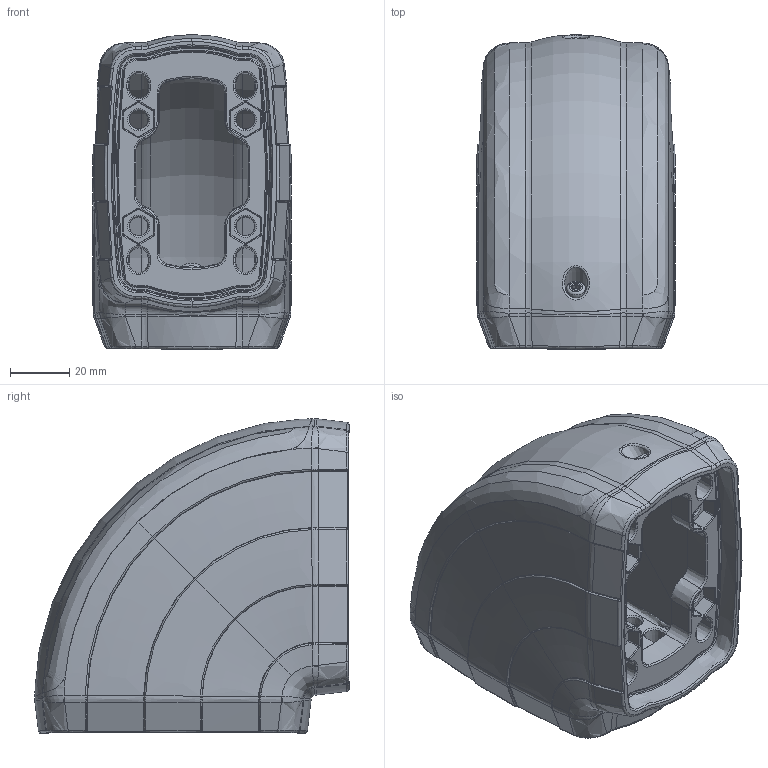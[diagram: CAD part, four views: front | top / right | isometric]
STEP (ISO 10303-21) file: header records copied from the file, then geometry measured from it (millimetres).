
FILE_DESCRIPTION (( 'STEP AP214' ), '1' );
FILE_NAME ('TK060.420.STEP', '2024-08-01T17:22:09', ( '' ), ( '' ), 'SwSTEP 2.0', 'SolidWorks 2023', '' );
FILE_SCHEMA (( 'AUTOMOTIVE_DESIGN' ));
Length unit declared in the file: inch
Products named in the file (1): TK060.420
Bounding box: 67.01 x 106.32 x 106.32 mm (x, y, z)
Volume: 215642.2 mm3; surface area: 70667.2 mm2
Topology: 1 solids, 1 shells, 1303 faces, 3196 edges, 1847 vertices
Faces by surface type: bspline 675, cylinder 208, torus 153, plane 138, cone 114, sphere 15
Entity records: 84266 total; most frequent: CARTESIAN_POINT 59757, ORIENTED_EDGE 6112, DIRECTION 3621, EDGE_CURVE 3056, VERTEX_POINT 1812, AXIS2_PLACEMENT_3D 1500, B_SPLINE_CURVE_WITH_KNOTS 1476, EDGE_LOOP 1392
